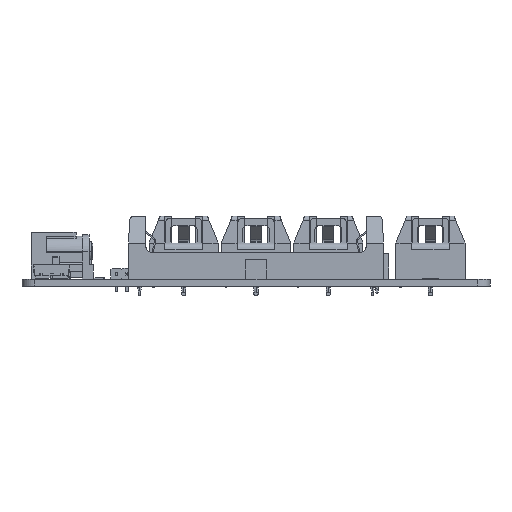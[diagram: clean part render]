
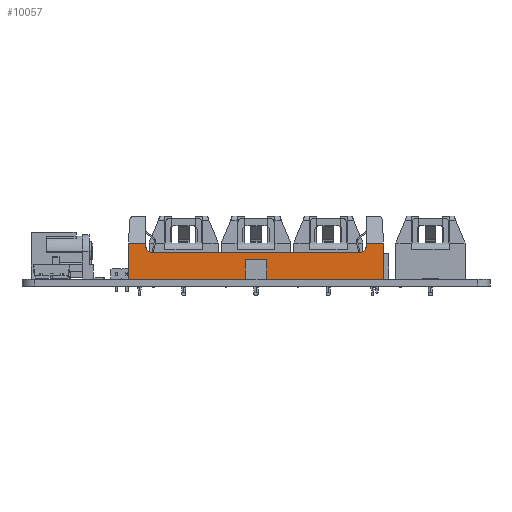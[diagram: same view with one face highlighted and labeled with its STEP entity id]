
A CAD part, left-side view. The second image highlights one B-rep face of the part: STEP entity #10057.
In plain terms, the highlighted face is planar.
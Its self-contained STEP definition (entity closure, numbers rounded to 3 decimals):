
#2716 = VERTEX_POINT('',#2717);
#2717 = CARTESIAN_POINT('',(24.892,0.,8.128));
#2723 = EDGE_CURVE('',#2724,#2716,#2726,.T.);
#2724 = VERTEX_POINT('',#2725);
#2725 = CARTESIAN_POINT('',(2.54,0.,8.128));
#2726 = LINE('',#2727,#2728);
#2727 = CARTESIAN_POINT('',(-25.908,0.,8.128));
#2728 = VECTOR('',#2729,1.);
#2729 = DIRECTION('',(1.,0.,0.));
#2748 = VERTEX_POINT('',#2749);
#2749 = CARTESIAN_POINT('',(-2.54,0.,8.128));
#2755 = EDGE_CURVE('',#2756,#2748,#2758,.T.);
#2756 = VERTEX_POINT('',#2757);
#2757 = CARTESIAN_POINT('',(-24.892,0.,8.128));
#2758 = LINE('',#2759,#2760);
#2759 = CARTESIAN_POINT('',(-25.908,0.,8.128));
#2760 = VECTOR('',#2761,1.);
#2761 = DIRECTION('',(1.,0.,0.));
#6648 = VERTEX_POINT('',#6649);
#6649 = CARTESIAN_POINT('',(-24.333,6.223,8.128));
#6655 = EDGE_CURVE('',#6648,#6656,#6658,.T.);
#6656 = VERTEX_POINT('',#6657);
#6657 = CARTESIAN_POINT('',(-25.908,7.798,8.128));
#6658 = CIRCLE('',#6659,1.575);
#6659 = AXIS2_PLACEMENT_3D('',#6660,#6661,#6662);
#6660 = CARTESIAN_POINT('',(-24.333,7.798,8.128));
#6661 = DIRECTION('',(0.,0.,-1.));
#6662 = DIRECTION('',(1.,0.,0.));
#6712 = VERTEX_POINT('',#6713);
#6713 = CARTESIAN_POINT('',(25.908,7.798,8.128));
#6719 = EDGE_CURVE('',#6712,#6720,#6722,.T.);
#6720 = VERTEX_POINT('',#6721);
#6721 = CARTESIAN_POINT('',(24.333,6.223,8.128));
#6722 = CIRCLE('',#6723,1.575);
#6723 = AXIS2_PLACEMENT_3D('',#6724,#6725,#6726);
#6724 = CARTESIAN_POINT('',(24.333,7.798,8.128));
#6725 = DIRECTION('',(0.,0.,-1.));
#6726 = DIRECTION('',(1.,0.,0.));
#6899 = EDGE_CURVE('',#6900,#6902,#6904,.T.);
#6900 = VERTEX_POINT('',#6901);
#6901 = CARTESIAN_POINT('',(-2.54,4.572,8.128));
#6902 = VERTEX_POINT('',#6903);
#6903 = CARTESIAN_POINT('',(2.54,4.572,8.128));
#6904 = LINE('',#6905,#6906);
#6905 = CARTESIAN_POINT('',(-2.54,4.572,8.128));
#6906 = VECTOR('',#6907,1.);
#6907 = DIRECTION('',(1.,0.,0.));
#6947 = EDGE_CURVE('',#6900,#2748,#6948,.T.);
#6948 = LINE('',#6949,#6950);
#6949 = CARTESIAN_POINT('',(-2.54,4.572,8.128));
#6950 = VECTOR('',#6951,1.);
#6951 = DIRECTION('',(0.,-1.,0.));
#6979 = EDGE_CURVE('',#6902,#2724,#6980,.T.);
#6980 = LINE('',#6981,#6982);
#6981 = CARTESIAN_POINT('',(2.54,4.572,8.128));
#6982 = VECTOR('',#6983,1.);
#6983 = DIRECTION('',(0.,-1.,0.));
#7891 = VERTEX_POINT('',#7892);
#7892 = CARTESIAN_POINT('',(29.972,-0.381,8.128));
#7900 = EDGE_CURVE('',#7901,#7891,#7903,.T.);
#7901 = VERTEX_POINT('',#7902);
#7902 = CARTESIAN_POINT('',(24.892,-0.381,8.128));
#7903 = LINE('',#7904,#7905);
#7904 = CARTESIAN_POINT('',(29.972,-0.381,8.128));
#7905 = VECTOR('',#7906,1.);
#7906 = DIRECTION('',(1.,-0.,0.));
#7971 = EDGE_CURVE('',#7901,#2716,#7972,.T.);
#7972 = LINE('',#7973,#7974);
#7973 = CARTESIAN_POINT('',(24.892,-0.381,8.128));
#7974 = VECTOR('',#7975,1.);
#7975 = DIRECTION('',(0.,1.,0.));
#7985 = EDGE_CURVE('',#7986,#7988,#7990,.T.);
#7986 = VERTEX_POINT('',#7987);
#7987 = CARTESIAN_POINT('',(-29.972,-0.381,8.128));
#7988 = VERTEX_POINT('',#7989);
#7989 = CARTESIAN_POINT('',(-24.892,-0.381,8.128));
#7990 = LINE('',#7991,#7992);
#7991 = CARTESIAN_POINT('',(-29.972,-0.381,8.128));
#7992 = VECTOR('',#7993,1.);
#7993 = DIRECTION('',(1.,0.,0.));
#8026 = EDGE_CURVE('',#7988,#2756,#8027,.T.);
#8027 = LINE('',#8028,#8029);
#8028 = CARTESIAN_POINT('',(-24.892,-0.381,8.128));
#8029 = VECTOR('',#8030,1.);
#8030 = DIRECTION('',(0.,1.,0.));
#8586 = VERTEX_POINT('',#8587);
#8587 = CARTESIAN_POINT('',(-29.972,8.509,8.128));
#8915 = EDGE_CURVE('',#8586,#8916,#8918,.T.);
#8916 = VERTEX_POINT('',#8917);
#8917 = CARTESIAN_POINT('',(-25.908,8.509,8.128));
#8918 = LINE('',#8919,#8920);
#8919 = CARTESIAN_POINT('',(-29.972,8.509,8.128));
#8920 = VECTOR('',#8921,1.);
#8921 = DIRECTION('',(1.,-0.,-0.));
#9031 = VERTEX_POINT('',#9032);
#9032 = CARTESIAN_POINT('',(29.972,8.509,8.128));
#9255 = EDGE_CURVE('',#9031,#7891,#9256,.T.);
#9256 = LINE('',#9257,#9258);
#9257 = CARTESIAN_POINT('',(29.972,0.,8.128));
#9258 = VECTOR('',#9259,1.);
#9259 = DIRECTION('',(-0.,-1.,-0.));
#9281 = VERTEX_POINT('',#9282);
#9282 = CARTESIAN_POINT('',(25.908,8.509,8.128));
#9288 = EDGE_CURVE('',#9031,#9281,#9289,.T.);
#9289 = LINE('',#9290,#9291);
#9290 = CARTESIAN_POINT('',(29.972,8.509,8.128));
#9291 = VECTOR('',#9292,1.);
#9292 = DIRECTION('',(-1.,-0.,-0.));
#9487 = EDGE_CURVE('',#9281,#6712,#9488,.T.);
#9488 = LINE('',#9489,#9490);
#9489 = CARTESIAN_POINT('',(25.908,0.,8.128));
#9490 = VECTOR('',#9491,1.);
#9491 = DIRECTION('',(-0.,-1.,-0.));
#9530 = EDGE_CURVE('',#6648,#6720,#9531,.T.);
#9531 = LINE('',#9532,#9533);
#9532 = CARTESIAN_POINT('',(-25.908,6.223,8.128));
#9533 = VECTOR('',#9534,1.);
#9534 = DIRECTION('',(1.,0.,0.));
#9593 = EDGE_CURVE('',#8586,#7986,#9594,.T.);
#9594 = LINE('',#9595,#9596);
#9595 = CARTESIAN_POINT('',(-29.972,0.,8.128));
#9596 = VECTOR('',#9597,1.);
#9597 = DIRECTION('',(0.,-1.,-0.));
#9640 = EDGE_CURVE('',#8916,#6656,#9641,.T.);
#9641 = LINE('',#9642,#9643);
#9642 = CARTESIAN_POINT('',(-25.908,0.,8.128));
#9643 = VECTOR('',#9644,1.);
#9644 = DIRECTION('',(0.,-1.,-0.));
#10057 = ADVANCED_FACE('',(#10058),#10078,.T.);
#10058 = FACE_BOUND('',#10059,.T.);
#10059 = EDGE_LOOP('',(#10060,#10061,#10062,#10063,#10064,#10065,#10066,
    #10067,#10068,#10069,#10070,#10071,#10072,#10073,#10074,#10075,
    #10076,#10077));
#10060 = ORIENTED_EDGE('',*,*,#6899,.T.);
#10061 = ORIENTED_EDGE('',*,*,#6979,.T.);
#10062 = ORIENTED_EDGE('',*,*,#2723,.T.);
#10063 = ORIENTED_EDGE('',*,*,#7971,.F.);
#10064 = ORIENTED_EDGE('',*,*,#7900,.T.);
#10065 = ORIENTED_EDGE('',*,*,#9255,.F.);
#10066 = ORIENTED_EDGE('',*,*,#9288,.T.);
#10067 = ORIENTED_EDGE('',*,*,#9487,.T.);
#10068 = ORIENTED_EDGE('',*,*,#6719,.T.);
#10069 = ORIENTED_EDGE('',*,*,#9530,.F.);
#10070 = ORIENTED_EDGE('',*,*,#6655,.T.);
#10071 = ORIENTED_EDGE('',*,*,#9640,.F.);
#10072 = ORIENTED_EDGE('',*,*,#8915,.F.);
#10073 = ORIENTED_EDGE('',*,*,#9593,.T.);
#10074 = ORIENTED_EDGE('',*,*,#7985,.T.);
#10075 = ORIENTED_EDGE('',*,*,#8026,.T.);
#10076 = ORIENTED_EDGE('',*,*,#2755,.T.);
#10077 = ORIENTED_EDGE('',*,*,#6947,.F.);
#10078 = PLANE('',#10079);
#10079 = AXIS2_PLACEMENT_3D('',#10080,#10081,#10082);
#10080 = CARTESIAN_POINT('',(-25.908,0.,8.128));
#10081 = DIRECTION('',(0.,0.,1.));
#10082 = DIRECTION('',(1.,0.,-0.));
